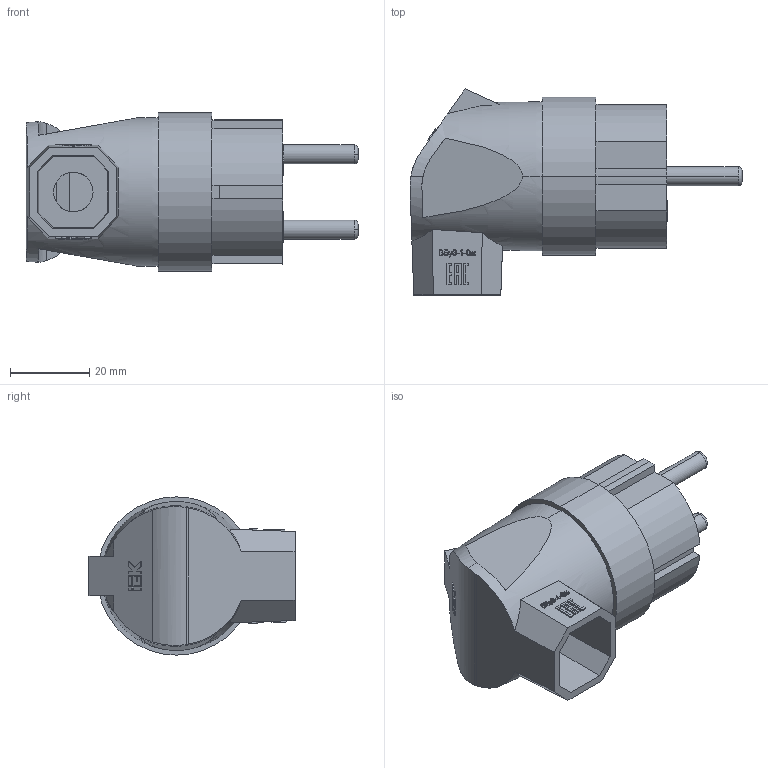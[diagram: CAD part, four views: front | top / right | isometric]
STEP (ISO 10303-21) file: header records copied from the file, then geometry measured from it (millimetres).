
FILE_DESCRIPTION (( 'STEP AP214' ), '1' );
FILE_NAME ('PKR01-U-016-2-K02 ÂÁó3-1-0ì Âèëêà ñ áîêîâûì ââîäîì ÎÌÅÃÀ IP44.STEP', '2017-01-13T12:19:35', ( '' ), ( '' ), 'SwSTEP 2.0', 'SolidWorks 2014', '' );
FILE_SCHEMA (( 'AUTOMOTIVE_DESIGN' ));
Length unit declared in the file: millimetre
Products named in the file (1): PKR01-U-016-2-K02 ÂÁó3-1-0ì Âèëêà ñ áîêîâûì ââîäîì ÎÌÅÃÀ  IP44
Bounding box: 83.9 x 52.07 x 40 mm (x, y, z)
Volume: 36617.7 mm3; surface area: 23252.9 mm2
Topology: 5 solids, 5 shells, 822 faces, 2165 edges, 1411 vertices
Faces by surface type: plane 541, bspline 124, cylinder 96, cone 43, torus 12, sphere 6
Entity records: 40954 total; most frequent: CARTESIAN_POINT 12385, ORIENTED_EDGE 4306, DIRECTION 3510, EDGE_CURVE 2153, LINE 1470, VECTOR 1470, VERTEX_POINT 1411, AXIS2_PLACEMENT_3D 1020
